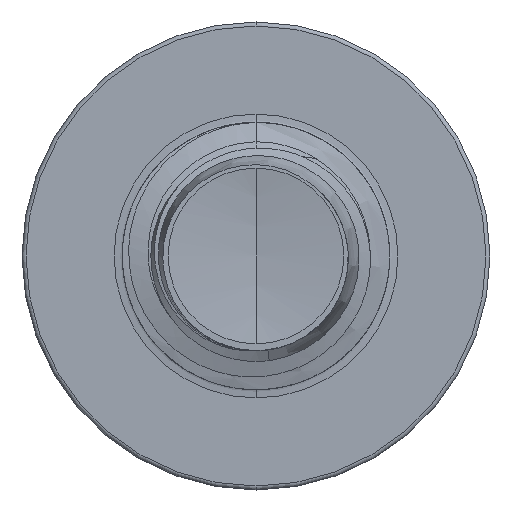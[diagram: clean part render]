
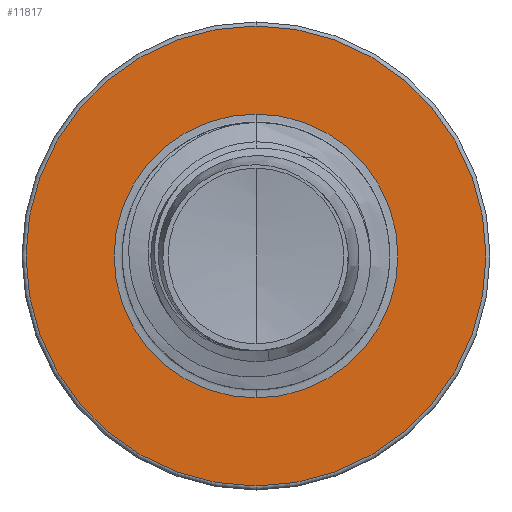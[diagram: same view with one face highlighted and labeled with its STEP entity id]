
A CAD part, front view. The second image highlights one B-rep face of the part: STEP entity #11817.
In plain terms, the highlighted planar face has unit normal (0, -1, 0).
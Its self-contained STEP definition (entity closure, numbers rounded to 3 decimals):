
#484 = CARTESIAN_POINT ( 'NONE',  ( 0., 30., 0. ) ) ;
#1644 = CIRCLE ( 'NONE', #10500, 5.16 ) ;
#1861 = EDGE_CURVE ( 'NONE', #36392, #37802, #42150, .T. ) ;
#3704 = CARTESIAN_POINT ( 'NONE',  ( 0., 30., 3.186 ) ) ;
#4556 = DIRECTION ( 'NONE',  ( 0., 0., 1. ) ) ;
#4704 = EDGE_CURVE ( 'NONE', #41606, #22839, #4772, .T. ) ;
#4772 = CIRCLE ( 'NONE', #41372, 3.186 ) ;
#5156 = DIRECTION ( 'NONE',  ( 0., 0., 1. ) ) ;
#5631 = ORIENTED_EDGE ( 'NONE', *, *, #18886, .F. ) ;
#10500 = AXIS2_PLACEMENT_3D ( 'NONE', #484, #28650, #5156 ) ;
#11396 = AXIS2_PLACEMENT_3D ( 'NONE', #15661, #15605, #15599 ) ;
#11817 = ADVANCED_FACE ( 'NONE', ( #31028, #15495 ), #30802, .F. ) ;
#15495 = FACE_BOUND ( 'NONE', #27257, .T. ) ;
#15599 = DIRECTION ( 'NONE',  ( 0., 0., 1. ) ) ;
#15605 = DIRECTION ( 'NONE',  ( 0., 1., 0. ) ) ;
#15661 = CARTESIAN_POINT ( 'NONE',  ( 0., 30., 0. ) ) ;
#15726 = ORIENTED_EDGE ( 'NONE', *, *, #1861, .F. ) ;
#18591 = EDGE_CURVE ( 'NONE', #22839, #41606, #32269, .T. ) ;
#18886 = EDGE_CURVE ( 'NONE', #37802, #36392, #1644, .T. ) ;
#22437 = DIRECTION ( 'NONE',  ( 0., 0., 1. ) ) ;
#22453 = DIRECTION ( 'NONE',  ( 0., 1., 0. ) ) ;
#22492 = CARTESIAN_POINT ( 'NONE',  ( 0., 30., 0. ) ) ;
#22839 = VERTEX_POINT ( 'NONE', #3704 ) ;
#26310 = EDGE_LOOP ( 'NONE', ( #15726, #5631 ) ) ;
#27257 = EDGE_LOOP ( 'NONE', ( #34357, #27807 ) ) ;
#27756 = DIRECTION ( 'NONE',  ( 0., 0., 1. ) ) ;
#27760 = DIRECTION ( 'NONE',  ( 0., 1., 0. ) ) ;
#27794 = CARTESIAN_POINT ( 'NONE',  ( 0., 30., -3.186 ) ) ;
#27807 = ORIENTED_EDGE ( 'NONE', *, *, #4704, .T. ) ;
#28223 = DIRECTION ( 'NONE',  ( 0., 1., 0. ) ) ;
#28650 = DIRECTION ( 'NONE',  ( 0., 1., 0. ) ) ;
#30802 = PLANE ( 'NONE',  #38784 ) ;
#31028 = FACE_OUTER_BOUND ( 'NONE', #26310, .T. ) ;
#32269 = CIRCLE ( 'NONE', #40336, 3.186 ) ;
#32881 = CARTESIAN_POINT ( 'NONE',  ( 0., 30., -3.186 ) ) ;
#34357 = ORIENTED_EDGE ( 'NONE', *, *, #18591, .T. ) ;
#35769 = CARTESIAN_POINT ( 'NONE',  ( 0., 30., 5.16 ) ) ;
#36392 = VERTEX_POINT ( 'NONE', #35769 ) ;
#37802 = VERTEX_POINT ( 'NONE', #39074 ) ;
#38784 = AXIS2_PLACEMENT_3D ( 'NONE', #27794, #27760, #27756 ) ;
#39074 = CARTESIAN_POINT ( 'NONE',  ( 0., 30., -5.16 ) ) ;
#40336 = AXIS2_PLACEMENT_3D ( 'NONE', #42199, #28223, #4556 ) ;
#41372 = AXIS2_PLACEMENT_3D ( 'NONE', #22492, #22453, #22437 ) ;
#41606 = VERTEX_POINT ( 'NONE', #32881 ) ;
#42150 = CIRCLE ( 'NONE', #11396, 5.16 ) ;
#42199 = CARTESIAN_POINT ( 'NONE',  ( 0., 30., 0. ) ) ;
